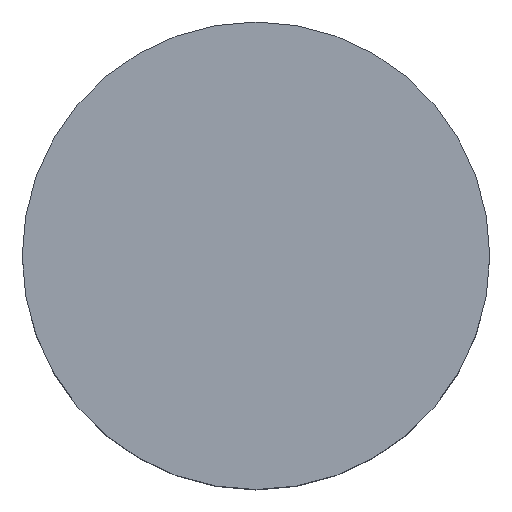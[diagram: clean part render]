
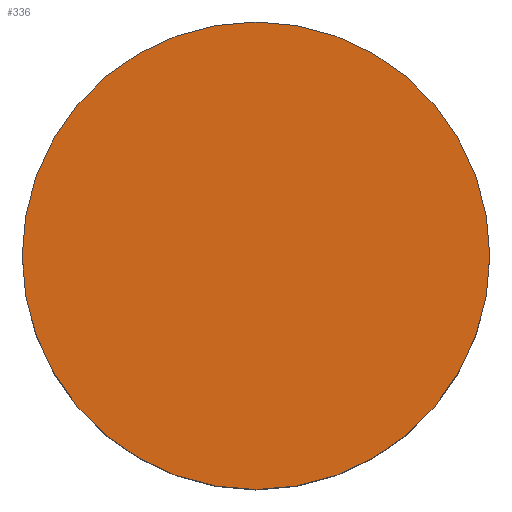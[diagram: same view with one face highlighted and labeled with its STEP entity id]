
A CAD part, top view. The second image highlights one B-rep face of the part: STEP entity #336.
In plain terms, the highlighted planar face has unit normal (0, 0, 1).
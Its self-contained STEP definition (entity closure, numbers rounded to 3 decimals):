
#8 = PLANE ( 'NONE',  #250 ) ;
#23 = DIRECTION ( 'NONE',  ( 1., 0., 0. ) ) ;
#46 = AXIS2_PLACEMENT_3D ( 'NONE', #228, #221, #198 ) ;
#63 = VERTEX_POINT ( 'NONE', #137 ) ;
#69 = ORIENTED_EDGE ( 'NONE', *, *, #128, .T. ) ;
#84 = CARTESIAN_POINT ( 'NONE',  ( 0., 0., 0. ) ) ;
#87 = CARTESIAN_POINT ( 'NONE',  ( 0., 0., 0. ) ) ;
#108 = DIRECTION ( 'NONE',  ( 0., 0., 1. ) ) ;
#128 = EDGE_CURVE ( 'NONE', #181, #63, #178, .T. ) ;
#137 = CARTESIAN_POINT ( 'NONE',  ( 3., 0., 0. ) ) ;
#150 = EDGE_CURVE ( 'NONE', #63, #181, #153, .T. ) ;
#153 = CIRCLE ( 'NONE', #161, 3. ) ;
#161 = AXIS2_PLACEMENT_3D ( 'NONE', #84, #108, #23 ) ;
#178 = CIRCLE ( 'NONE', #46, 3. ) ;
#181 = VERTEX_POINT ( 'NONE', #249 ) ;
#198 = DIRECTION ( 'NONE',  ( 1., 0., 0. ) ) ;
#202 = FACE_OUTER_BOUND ( 'NONE', #216, .T. ) ;
#216 = EDGE_LOOP ( 'NONE', ( #290, #69 ) ) ;
#221 = DIRECTION ( 'NONE',  ( 0., 0., 1. ) ) ;
#228 = CARTESIAN_POINT ( 'NONE',  ( 0., 0., 0. ) ) ;
#249 = CARTESIAN_POINT ( 'NONE',  ( -3., 0., 0. ) ) ;
#250 = AXIS2_PLACEMENT_3D ( 'NONE', #87, #279, #252 ) ;
#252 = DIRECTION ( 'NONE',  ( 1., 0., 0. ) ) ;
#279 = DIRECTION ( 'NONE',  ( 0., 0., 1. ) ) ;
#290 = ORIENTED_EDGE ( 'NONE', *, *, #150, .T. ) ;
#336 = ADVANCED_FACE ( 'NONE', ( #202 ), #8, .T. ) ;
